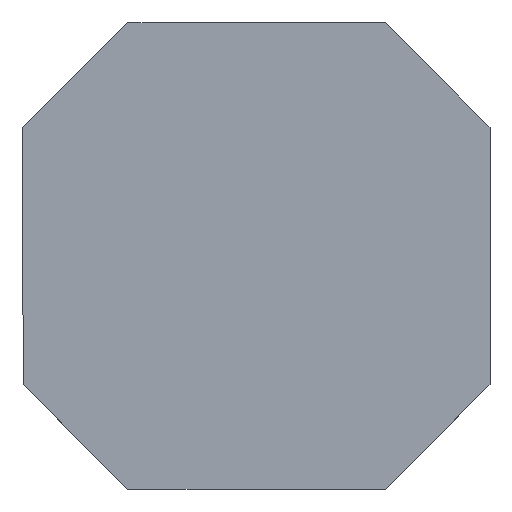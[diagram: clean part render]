
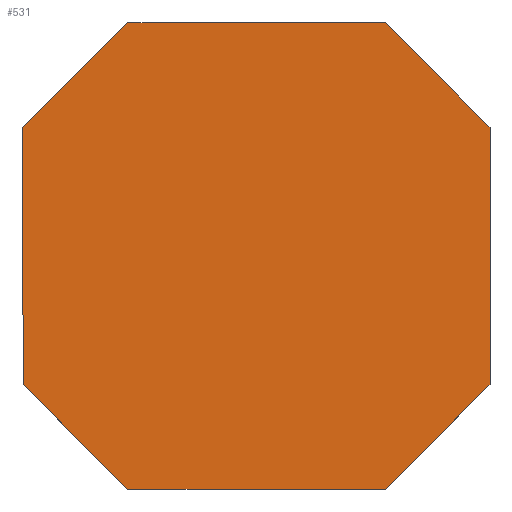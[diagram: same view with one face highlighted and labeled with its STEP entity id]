
A CAD part, top view. The second image highlights one B-rep face of the part: STEP entity #531.
In plain terms, the highlighted planar face has unit normal (0, 0, 1).
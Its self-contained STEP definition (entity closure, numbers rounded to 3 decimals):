
#37=FACE_OUTER_BOUND('',#67,.T.);
#67=EDGE_LOOP('',(#447,#448,#449,#450,#451,#452,#453,#454));
#132=LINE('',#831,#204);
#134=LINE('',#835,#206);
#135=LINE('',#837,#207);
#136=LINE('',#839,#208);
#137=LINE('',#841,#209);
#138=LINE('',#843,#210);
#139=LINE('',#845,#211);
#140=LINE('',#846,#212);
#204=VECTOR('',#680,10.);
#206=VECTOR('',#684,10.);
#207=VECTOR('',#685,10.);
#208=VECTOR('',#686,10.);
#209=VECTOR('',#687,10.);
#210=VECTOR('',#688,10.);
#211=VECTOR('',#689,10.);
#212=VECTOR('',#690,10.);
#259=VERTEX_POINT('',#828);
#260=VERTEX_POINT('',#830);
#261=VERTEX_POINT('',#834);
#262=VERTEX_POINT('',#836);
#263=VERTEX_POINT('',#838);
#264=VERTEX_POINT('',#840);
#265=VERTEX_POINT('',#842);
#266=VERTEX_POINT('',#844);
#324=EDGE_CURVE('',#260,#259,#132,.T.);
#326=EDGE_CURVE('',#259,#261,#134,.T.);
#327=EDGE_CURVE('',#261,#262,#135,.T.);
#328=EDGE_CURVE('',#262,#263,#136,.T.);
#329=EDGE_CURVE('',#263,#264,#137,.T.);
#330=EDGE_CURVE('',#264,#265,#138,.T.);
#331=EDGE_CURVE('',#265,#266,#139,.T.);
#332=EDGE_CURVE('',#266,#260,#140,.T.);
#447=ORIENTED_EDGE('',*,*,#324,.T.);
#448=ORIENTED_EDGE('',*,*,#326,.T.);
#449=ORIENTED_EDGE('',*,*,#327,.T.);
#450=ORIENTED_EDGE('',*,*,#328,.T.);
#451=ORIENTED_EDGE('',*,*,#329,.T.);
#452=ORIENTED_EDGE('',*,*,#330,.T.);
#453=ORIENTED_EDGE('',*,*,#331,.T.);
#454=ORIENTED_EDGE('',*,*,#332,.T.);
#503=PLANE('',#573);
#531=ADVANCED_FACE('',(#37),#503,.T.);
#573=AXIS2_PLACEMENT_3D('',#833,#682,#683);
#680=DIRECTION('',(0.707,-0.707,0.));
#682=DIRECTION('center_axis',(0.,0.,1.));
#683=DIRECTION('ref_axis',(1.,0.,0.));
#684=DIRECTION('',(1.,0.,0.));
#685=DIRECTION('',(0.707,0.707,0.));
#686=DIRECTION('',(0.,1.,0.));
#687=DIRECTION('',(-0.707,0.707,0.));
#688=DIRECTION('',(-1.,0.,0.));
#689=DIRECTION('',(-0.71,-0.704,0.));
#690=DIRECTION('',(0.005,-1.,0.));
#828=CARTESIAN_POINT('',(-8.986,-16.267,10.25));
#830=CARTESIAN_POINT('',(-16.27,-8.983,10.25));
#831=CARTESIAN_POINT('',(-8.986,-16.267,10.25));
#833=CARTESIAN_POINT('Origin',(-0.05,0.,
10.25));
#834=CARTESIAN_POINT('',(8.984,-16.267,10.25));
#835=CARTESIAN_POINT('',(-8.986,-16.267,10.25));
#836=CARTESIAN_POINT('',(16.266,-8.985,10.25));
#837=CARTESIAN_POINT('',(16.266,-8.985,10.25));
#838=CARTESIAN_POINT('',(16.266,8.985,10.25));
#839=CARTESIAN_POINT('',(16.266,8.985,10.25));
#840=CARTESIAN_POINT('',(8.984,16.267,10.25));
#841=CARTESIAN_POINT('',(8.984,16.267,10.25));
#842=CARTESIAN_POINT('',(-8.977,16.267,10.25));
#843=CARTESIAN_POINT('',(-8.977,16.267,10.25));
#844=CARTESIAN_POINT('',(-16.365,8.946,10.25));
#845=CARTESIAN_POINT('',(-16.365,8.946,10.25));
#846=CARTESIAN_POINT('',(-16.27,-8.983,10.25));
